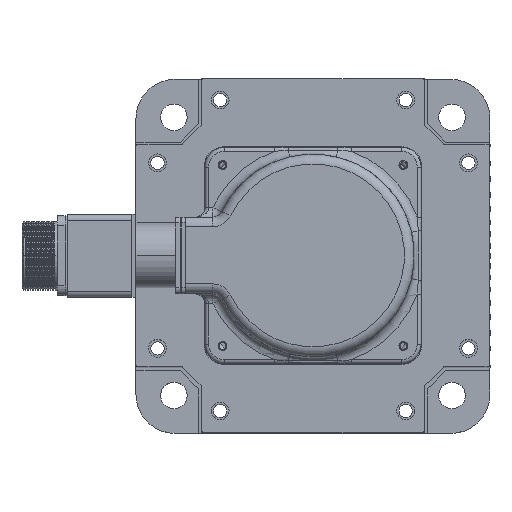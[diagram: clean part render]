
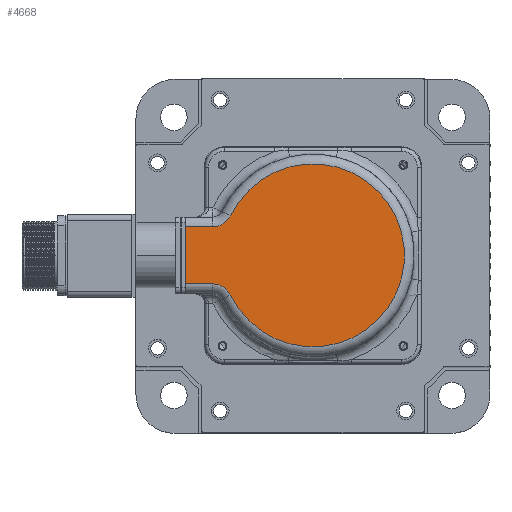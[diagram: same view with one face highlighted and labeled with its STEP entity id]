
A CAD part, top view. The second image highlights one B-rep face of the part: STEP entity #4668.
In plain terms, the highlighted planar face has unit normal (0, 0, 1).
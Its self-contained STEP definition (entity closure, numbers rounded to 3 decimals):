
#198 = CARTESIAN_POINT ( 'NONE',  ( 0., 14.5, 422. ) ) ;
#559 = CIRCLE ( 'NONE', #1138, 46.5 ) ;
#832 = VECTOR ( 'NONE', #22250, 1000. ) ;
#1138 = AXIS2_PLACEMENT_3D ( 'NONE', #23687, #4277, #21416 ) ;
#1992 = LINE ( 'NONE', #198, #832 ) ;
#3523 = VECTOR ( 'NONE', #13930, 1000. ) ;
#3638 = VERTEX_POINT ( 'NONE', #16633 ) ;
#4277 = DIRECTION ( 'NONE',  ( 0., 0., 1. ) ) ;
#4668 = ADVANCED_FACE ( 'NONE', ( #21707 ), #10387, .T. ) ;
#5366 = ORIENTED_EDGE ( 'NONE', *, *, #25591, .T. ) ;
#5471 = AXIS2_PLACEMENT_3D ( 'NONE', #27553, #15364, #5580 ) ;
#5580 = DIRECTION ( 'NONE',  ( -1., 0., 0. ) ) ;
#5638 = DIRECTION ( 'NONE',  ( -1., 0., 0. ) ) ;
#5864 = VERTEX_POINT ( 'NONE', #31457 ) ;
#8047 = VERTEX_POINT ( 'NONE', #25679 ) ;
#8638 = LINE ( 'NONE', #24012, #17103 ) ;
#8821 = DIRECTION ( 'NONE',  ( 0., 0., 1. ) ) ;
#10084 = EDGE_LOOP ( 'NONE', ( #19034, #30844, #10828, #20613, #22038, #5366 ) ) ;
#10387 = PLANE ( 'NONE',  #5471 ) ;
#10828 = ORIENTED_EDGE ( 'NONE', *, *, #19767, .F. ) ;
#13444 = CARTESIAN_POINT ( 'NONE',  ( -50.912, -24.5, 422. ) ) ;
#13930 = DIRECTION ( 'NONE',  ( 1., 0., 0. ) ) ;
#14266 = AXIS2_PLACEMENT_3D ( 'NONE', #20090, #29849, #5638 ) ;
#14483 = DIRECTION ( 'NONE',  ( 0., 1., 0. ) ) ;
#14530 = CIRCLE ( 'NONE', #28868, 10. ) ;
#15364 = DIRECTION ( 'NONE',  ( 0., 0., 1. ) ) ;
#16633 = CARTESIAN_POINT ( 'NONE',  ( -41.901, -20.164, 422. ) ) ;
#17103 = VECTOR ( 'NONE', #14483, 1000. ) ;
#17754 = CIRCLE ( 'NONE', #14266, 10. ) ;
#18575 = VERTEX_POINT ( 'NONE', #22234 ) ;
#19034 = ORIENTED_EDGE ( 'NONE', *, *, #25700, .F. ) ;
#19767 = EDGE_CURVE ( 'NONE', #23536, #5864, #8638, .T. ) ;
#20090 = CARTESIAN_POINT ( 'NONE',  ( -50.912, 24.5, 422. ) ) ;
#20613 = ORIENTED_EDGE ( 'NONE', *, *, #27202, .T. ) ;
#21416 = DIRECTION ( 'NONE',  ( -1., 0., 0. ) ) ;
#21707 = FACE_OUTER_BOUND ( 'NONE', #10084, .T. ) ;
#22038 = ORIENTED_EDGE ( 'NONE', *, *, #22363, .F. ) ;
#22234 = CARTESIAN_POINT ( 'NONE',  ( -50.912, -14.5, 422. ) ) ;
#22250 = DIRECTION ( 'NONE',  ( -1., 0., 0. ) ) ;
#22292 = LINE ( 'NONE', #28587, #3523 ) ;
#22363 = EDGE_CURVE ( 'NONE', #3638, #18575, #14530, .T. ) ;
#23536 = VERTEX_POINT ( 'NONE', #24794 ) ;
#23687 = CARTESIAN_POINT ( 'NONE',  ( 0., 0., 422. ) ) ;
#24012 = CARTESIAN_POINT ( 'NONE',  ( -65., 0., 422. ) ) ;
#24794 = CARTESIAN_POINT ( 'NONE',  ( -65., -14.5, 422. ) ) ;
#25591 = EDGE_CURVE ( 'NONE', #3638, #8047, #559, .T. ) ;
#25679 = CARTESIAN_POINT ( 'NONE',  ( -41.901, 20.164, 422. ) ) ;
#25700 = EDGE_CURVE ( 'NONE', #31685, #8047, #17754, .T. ) ;
#25989 = DIRECTION ( 'NONE',  ( -1., 0., 0. ) ) ;
#27202 = EDGE_CURVE ( 'NONE', #23536, #18575, #22292, .T. ) ;
#27533 = EDGE_CURVE ( 'NONE', #31685, #5864, #1992, .T. ) ;
#27553 = CARTESIAN_POINT ( 'NONE',  ( 0., 0., 422. ) ) ;
#28587 = CARTESIAN_POINT ( 'NONE',  ( -47.666, -14.5, 422. ) ) ;
#28868 = AXIS2_PLACEMENT_3D ( 'NONE', #13444, #8821, #25989 ) ;
#29849 = DIRECTION ( 'NONE',  ( 0., 0., 1. ) ) ;
#30553 = CARTESIAN_POINT ( 'NONE',  ( -50.912, 14.5, 422. ) ) ;
#30844 = ORIENTED_EDGE ( 'NONE', *, *, #27533, .T. ) ;
#31457 = CARTESIAN_POINT ( 'NONE',  ( -65., 14.5, 422. ) ) ;
#31685 = VERTEX_POINT ( 'NONE', #30553 ) ;
